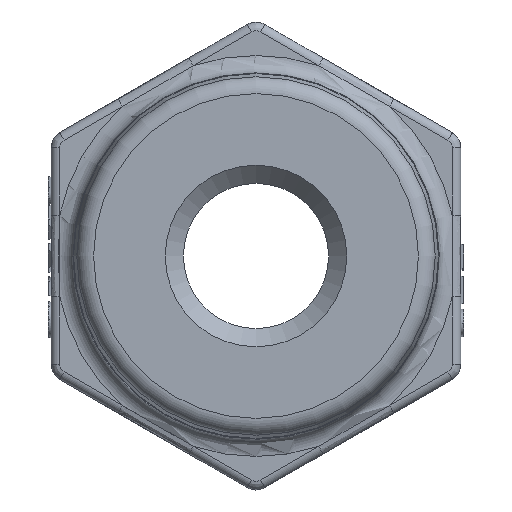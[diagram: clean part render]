
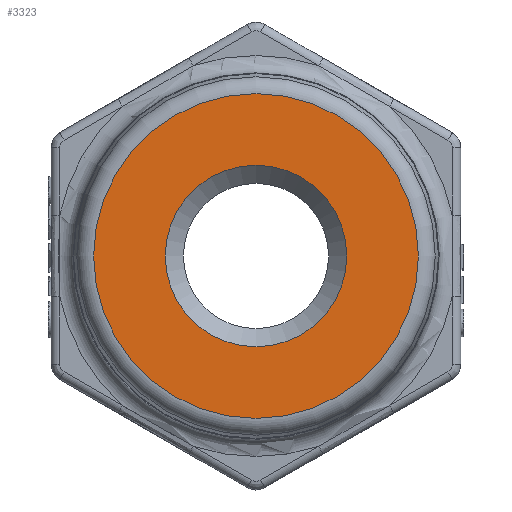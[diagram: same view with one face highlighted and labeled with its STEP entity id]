
A CAD part, left-side view. The second image highlights one B-rep face of the part: STEP entity #3323.
In plain terms, the highlighted planar face has unit normal (-1, 0, 0).
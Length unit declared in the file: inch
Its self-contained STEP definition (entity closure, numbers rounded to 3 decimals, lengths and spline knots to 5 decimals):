
#848=PLANE($,#3531);
#942=FACE_BOUND($,#1180,.T.);
#979=FACE_OUTER_BOUND($,#1179,.T.);
#1179=EDGE_LOOP($,(#2317));
#1180=EDGE_LOOP($,(#2318));
#1414=CIRCLE($,#3530,0.3125);
#1415=CIRCLE($,#3532,0.55884);
#1484=VERTEX_POINT($,#4426);
#1485=VERTEX_POINT($,#4429);
#1815=EDGE_CURVE($,#1484,#1484,#1414,.T.);
#1816=EDGE_CURVE($,#1485,#1485,#1415,.T.);
#2317=ORIENTED_EDGE($,*,*,#1816,.F.);
#2318=ORIENTED_EDGE($,*,*,#1815,.F.);
#3323=ADVANCED_FACE($,(#979,#942),#848,.T.);
#3530=AXIS2_PLACEMENT_3D($,#4427,#3734,#3735);
#3531=AXIS2_PLACEMENT_3D($,#4428,#3736,#3737);
#3532=AXIS2_PLACEMENT_3D($,#4430,#3738,#3739);
#3734=DIRECTION('center_axis',(-1.,0.,0.));
#3735=DIRECTION('ref_axis',(0.,-1.,0.));
#3736=DIRECTION('center_axis',(-1.,0.,0.));
#3737=DIRECTION('ref_axis',(0.,0.,1.));
#3738=DIRECTION('center_axis',(1.,0.,0.));
#3739=DIRECTION('ref_axis',(0.,-1.,0.));
#4426=CARTESIAN_POINT('',(0.,0.3125,0.));
#4427=CARTESIAN_POINT('Origin',(0.,0.,0.));
#4428=CARTESIAN_POINT('Origin',(0.,0.60488,0.));
#4429=CARTESIAN_POINT('',(0.,0.55884,0.));
#4430=CARTESIAN_POINT('Origin',(0.,0.,0.));
